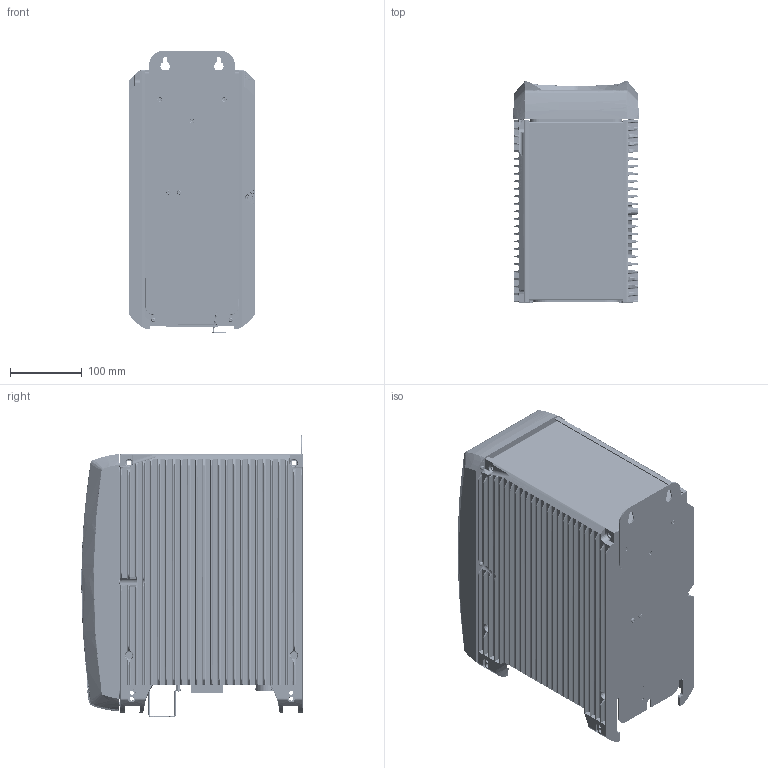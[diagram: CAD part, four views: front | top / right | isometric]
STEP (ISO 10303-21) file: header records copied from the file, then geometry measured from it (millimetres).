
FILE_DESCRIPTION((''),'2;1');
FILE_NAME('6159326902_ASM','2011-06-16T',('greextsd'),(''),'PRO/ENGINEER BY PARAMETRIC TECHNOLOGY CORPORATION, 2010330','PRO/ENGINEER BY PARAMETRIC TECHNOLOGY CORPORATION, 2010330','');
FILE_SCHEMA(('CONFIG_CONTROL_DESIGN'));
Products named in the file (40): 6155731630; 6155731640; 6155840530; 6155731590_ASM; 6159159860; 6159155830; 6153972910_ASM; 6155731550; 6155731572; 6155731570_ASM; 6159380520; BE26594; 6159380550_ASM; 6156101280; 6153972140_ASM; 6155731560; 6153972450_ASM; 6155731460; 6153973780_ASM; 6159190010; 6158713020; 6155731422; 6155731420_ASM; 6153972920_ASM; 6156100830; 6155710810; 6156101340; 6155961390; 6159381510; 6159306760; 6159382330; 6159154000; 6159154010; 6159382320; BE32925; BE32926; 6159382020_ASM; 6156101330; 6158722930; 6159326902_ASM
Assembly tree (59 placements, depth 4):
  6159326902_ASM
    6153972910_ASM
      6155731590_ASM
        6155731630
        6155731640
        6155840530
      6159159860
      6159155830
    6153972140_ASM
      6155731550
      6155731570_ASM
        6155731572
      6159380550_ASM
        6159380520
        BE26594
      6156101280  x4
    6153972450_ASM
      6155731560
    6153973780_ASM
      6155731460
    6153972920_ASM
      6159190010
      6158713020
      6155731420_ASM
        6155731422
    6156100830  x6
    6155710810
    6156101340  x3
    6155961390
    6159381510  x2
    6159306760  x4
    6159382330  x2
    6159154000
    6159154010
    6159382320  x4
    6159382020_ASM
      BE32925
      BE32926  x2
    6156101330  x2
    6158722930
Bounding box: 175.5 x 308.85 x 394.28 mm (x, y, z)
Volume: 3263270 mm3; surface area: 1603387.2 mm2
Topology: 46 solids, 93 shells, 7144 faces, 18823 edges, 12113 vertices
Faces by surface type: plane 3196, cylinder 2156, bspline 587, cone 529, torus 338, extrusion 229, sphere 109
Entity records: 201055 total; most frequent: CARTESIAN_POINT 66560, ORIENTED_EDGE 29434, DIRECTION 24789, EDGE_CURVE 14900, VERTEX_POINT 9586, VECTOR 8389, AXIS2_PLACEMENT_3D 8200, LINE 8160
